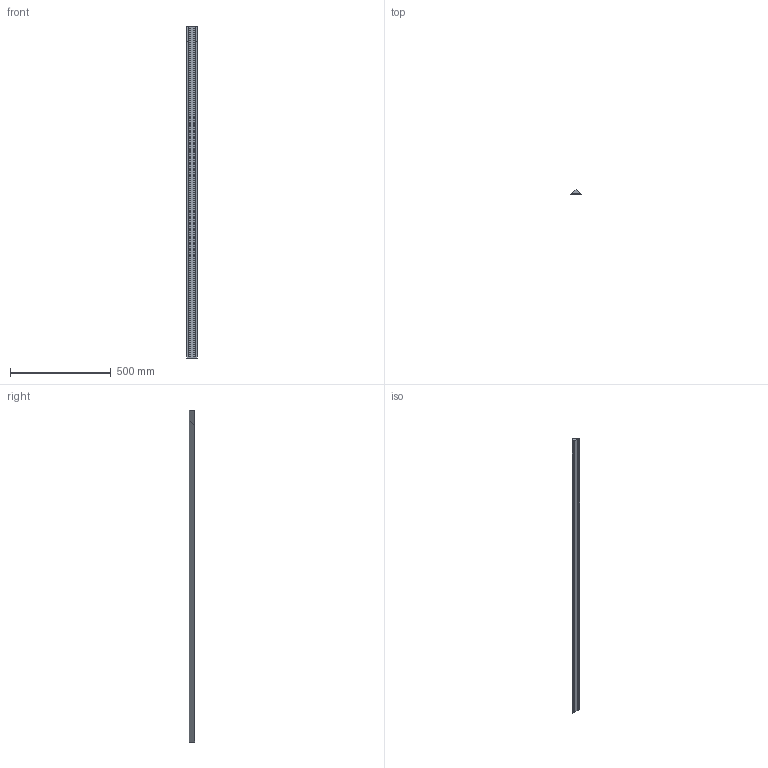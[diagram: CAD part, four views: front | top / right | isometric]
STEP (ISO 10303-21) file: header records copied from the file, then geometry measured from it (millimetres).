
FILE_DESCRIPTION(/* description */ (''),/* implementation_level */ '2;1');
FILE_NAME(/* name */ 'qplenum.step',/* time_stamp */ '2019-08-04T16:17:10-05:00',/* author */ (''),/* organization */ (''),/* preprocessor_version */ 'ST-DEVELOPER v18',/* originating_system */ 'Autodesk Translation Framework v8.2.0.1029',/* authorisation */ '');
FILE_SCHEMA (('AUTOMOTIVE_DESIGN { 1 0 10303 214 3 1 1 }'));
Length unit declared in the file: inch
Products named in the file (1): qplenum
Bounding box: 50.8 x 25.4 x 1651 mm (x, y, z)
Volume: 1065159.2 mm3; surface area: 462740.8 mm2
Topology: 10 solids, 10 shells, 71 faces, 153 edges, 102 vertices
Faces by surface type: plane 62, cylinder 9
Entity records: 1931 total; most frequent: CARTESIAN_POINT 327, DIRECTION 315, ORIENTED_EDGE 306, EDGE_CURVE 153, LINE 135, VECTOR 135, VERTEX_POINT 102, AXIS2_PLACEMENT_3D 90
